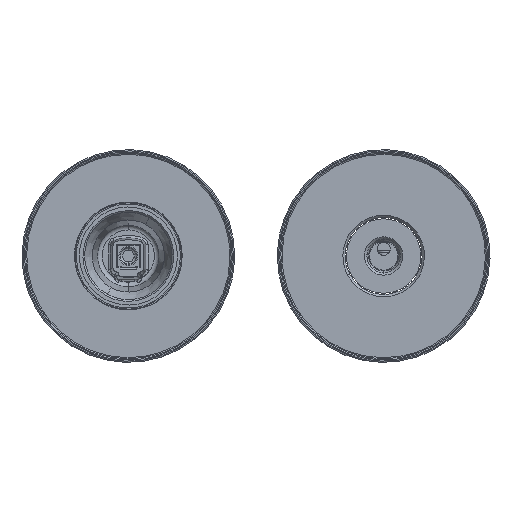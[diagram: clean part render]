
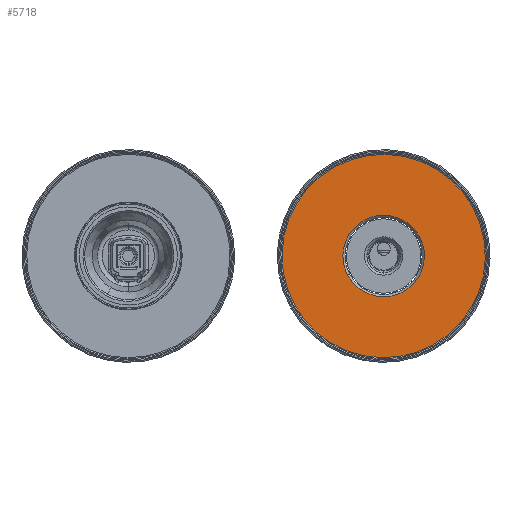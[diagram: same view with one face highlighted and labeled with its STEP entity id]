
A CAD part, front view. The second image highlights one B-rep face of the part: STEP entity #5718.
In plain terms, the highlighted planar face has unit normal (0, -1, 0).
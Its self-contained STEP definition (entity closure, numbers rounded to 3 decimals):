
#5648=CARTESIAN_POINT('Axis2P3D Location',(108.,53.,0.)) ;
#5652=CARTESIAN_POINT('Vertex',(123.138,53.,8.27)) ;
#5654=CARTESIAN_POINT('Vertex',(92.862,53.,-8.27)) ;
#5679=CARTESIAN_POINT('Axis2P3D Location',(108.,53.,0.)) ;
#5691=CARTESIAN_POINT('Axis2P3D Location',(108.,53.,-43.5)) ;
#5696=CARTESIAN_POINT('Axis2P3D Location',(108.,53.,0.)) ;
#5700=CARTESIAN_POINT('Vertex',(87.385,53.,37.736)) ;
#5702=CARTESIAN_POINT('Vertex',(128.615,53.,-37.736)) ;
#5705=CARTESIAN_POINT('Axis2P3D Location',(108.,53.,0.)) ;
#5649=DIRECTION('Axis2P3D Direction',(0.,-1.,0.)) ;
#5680=DIRECTION('Axis2P3D Direction',(0.,-1.,0.)) ;
#5692=DIRECTION('Axis2P3D Direction',(0.,-1.,0.)) ;
#5693=DIRECTION('Axis2P3D XDirection',(1.,0.,0.)) ;
#5697=DIRECTION('Axis2P3D Direction',(0.,-1.,0.)) ;
#5706=DIRECTION('Axis2P3D Direction',(0.,-1.,0.)) ;
#5650=AXIS2_PLACEMENT_3D('Circle Axis2P3D',#5648,#5649,$) ;
#5681=AXIS2_PLACEMENT_3D('Circle Axis2P3D',#5679,#5680,$) ;
#5694=AXIS2_PLACEMENT_3D('Plane Axis2P3D',#5691,#5692,#5693) ;
#5698=AXIS2_PLACEMENT_3D('Circle Axis2P3D',#5696,#5697,$) ;
#5707=AXIS2_PLACEMENT_3D('Circle Axis2P3D',#5705,#5706,$) ;
#5711=ORIENTED_EDGE('',*,*,#5704,.F.) ;
#5712=ORIENTED_EDGE('',*,*,#5709,.F.) ;
#5715=ORIENTED_EDGE('',*,*,#5683,.F.) ;
#5716=ORIENTED_EDGE('',*,*,#5656,.F.) ;
#5717=FACE_BOUND('',#5714,.T.) ;
#5718=ADVANCED_FACE('PartBody',(#5713,#5717),#5695,.T.) ;
#5651=CIRCLE('generated circle',#5650,17.25) ;
#5682=CIRCLE('generated circle',#5681,17.25) ;
#5699=CIRCLE('generated circle',#5698,43.) ;
#5708=CIRCLE('generated circle',#5707,43.) ;
#5656=EDGE_CURVE('',#5653,#5655,#5651,.T.) ;
#5683=EDGE_CURVE('',#5655,#5653,#5682,.T.) ;
#5704=EDGE_CURVE('',#5701,#5703,#5699,.F.) ;
#5709=EDGE_CURVE('',#5703,#5701,#5708,.F.) ;
#5710=EDGE_LOOP('',(#5711,#5712)) ;
#5714=EDGE_LOOP('',(#5715,#5716)) ;
#5713=FACE_OUTER_BOUND('',#5710,.T.) ;
#5695=PLANE('',#5694) ;
#5653=VERTEX_POINT('',#5652) ;
#5655=VERTEX_POINT('',#5654) ;
#5701=VERTEX_POINT('',#5700) ;
#5703=VERTEX_POINT('',#5702) ;
